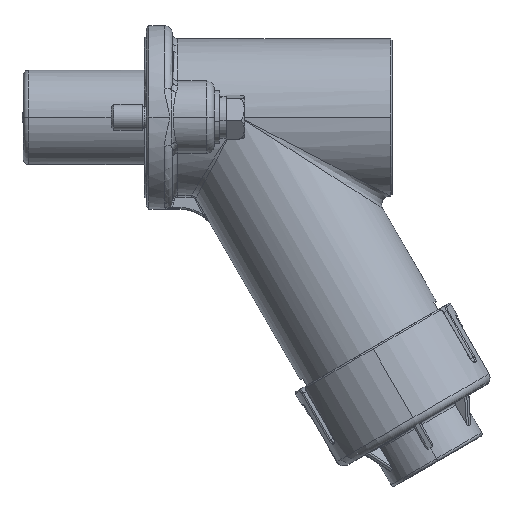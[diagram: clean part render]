
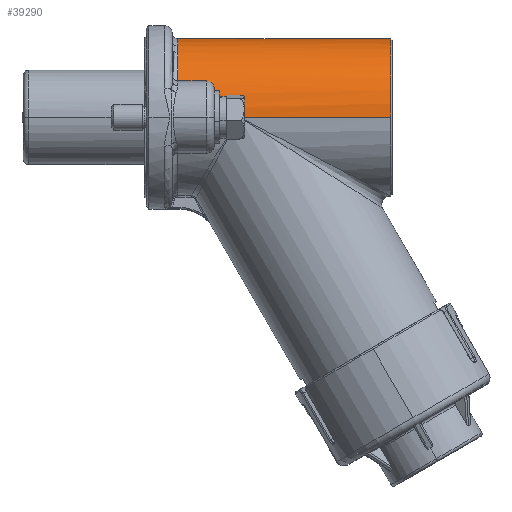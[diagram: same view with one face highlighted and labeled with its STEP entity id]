
A CAD part, top view. The second image highlights one B-rep face of the part: STEP entity #39290.
In plain terms, the highlighted cylindrical face has radius 15 mm (diameter 30 mm), a partial arc.
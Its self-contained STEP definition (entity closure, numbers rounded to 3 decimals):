
#444 = AXIS2_PLACEMENT_3D ( 'NONE', #82584, #68054, #31702 ) ;
#1521 = VERTEX_POINT ( 'NONE', #11421 ) ;
#2365 = CIRCLE ( 'NONE', #62745, 15. ) ;
#2724 = DIRECTION ( 'NONE',  ( -1., 0., 0. ) ) ;
#2743 = DIRECTION ( 'NONE',  ( -1., 0., 0. ) ) ;
#2744 = EDGE_CURVE ( 'NONE', #4259, #67541, #28824, .T. ) ;
#3408 = CARTESIAN_POINT ( 'NONE',  ( 45.5, 9.375, 3.291 ) ) ;
#3591 = CARTESIAN_POINT ( 'NONE',  ( 15.86, 8.88, 2.91 ) ) ;
#3728 = VECTOR ( 'NONE', #2743, 1000. ) ;
#4259 = VERTEX_POINT ( 'NONE', #25109 ) ;
#4652 = CARTESIAN_POINT ( 'NONE',  ( 11.53, 1.845, 29.886 ) ) ;
#5276 = CARTESIAN_POINT ( 'NONE',  ( 12.226, 1.421, 29.933 ) ) ;
#5575 = CARTESIAN_POINT ( 'NONE',  ( 12.327, 1.286, 29.946 ) ) ;
#6903 = EDGE_CURVE ( 'NONE', #33893, #21607, #2365, .T. ) ;
#10302 = CARTESIAN_POINT ( 'NONE',  ( 45.2, 0., 30. ) ) ;
#10899 = CARTESIAN_POINT ( 'NONE',  ( 16.251, 8.414, 2.582 ) ) ;
#11421 = CARTESIAN_POINT ( 'NONE',  ( 4.5, 1.875, 29.882 ) ) ;
#11956 = VERTEX_POINT ( 'NONE', #44302 ) ;
#12009 = VERTEX_POINT ( 'NONE', #10302 ) ;
#13516 = AXIS2_PLACEMENT_3D ( 'NONE', #23389, #37227, #23072 ) ;
#13806 = EDGE_CURVE ( 'NONE', #89788, #4259, #27530, .T. ) ;
#14232 = ORIENTED_EDGE ( 'NONE', *, *, #83125, .F. ) ;
#14528 = CARTESIAN_POINT ( 'NONE',  ( 11.2, 1.875, 29.882 ) ) ;
#15731 = CARTESIAN_POINT ( 'NONE',  ( 12.5, 0., 30. ) ) ;
#16114 = DIRECTION ( 'NONE',  ( 0., 0., -1. ) ) ;
#16432 = DIRECTION ( 'NONE',  ( 1., 0., 0. ) ) ;
#17834 = CARTESIAN_POINT ( 'NONE',  ( 15.547, 9.102, 3.077 ) ) ;
#19303 = B_SPLINE_CURVE_WITH_KNOTS ( 'NONE', 3,
 ( #90835, #54800, #4652, #62692, #70899, #5276, #5575, #84801, #85105, #76649 ),
 .UNSPECIFIED., .F., .F.,
 ( 4, 2, 2, 2, 4 ),
 ( 0., 0., 0.001, 0.001, 0.002 ),
 .UNSPECIFIED. ) ;
#19387 = CARTESIAN_POINT ( 'NONE',  ( 16.5, 7.743, 2.15 ) ) ;
#19505 = VERTEX_POINT ( 'NONE', #37666 ) ;
#21607 = VERTEX_POINT ( 'NONE', #15731 ) ;
#21894 = VECTOR ( 'NONE', #36427, 1000. ) ;
#22027 = DIRECTION ( 'NONE',  ( 0., 0., 1. ) ) ;
#23072 = DIRECTION ( 'NONE',  ( 0., 0., 1. ) ) ;
#23204 = CIRCLE ( 'NONE', #444, 15. ) ;
#23389 = CARTESIAN_POINT ( 'NONE',  ( 16.5, 0., 15. ) ) ;
#23794 = CARTESIAN_POINT ( 'NONE',  ( 16.45, 7.978, 2.295 ) ) ;
#25021 = CARTESIAN_POINT ( 'NONE',  ( 15.182, 9.267, 3.205 ) ) ;
#25109 = CARTESIAN_POINT ( 'NONE',  ( 16.5, 5.22, 0.938 ) ) ;
#25455 = DIRECTION ( 'NONE',  ( -1., 0., 0. ) ) ;
#26247 = ORIENTED_EDGE ( 'NONE', *, *, #43730, .T. ) ;
#27530 = LINE ( 'NONE', #40525, #34331 ) ;
#28824 = CIRCLE ( 'NONE', #13516, 15. ) ;
#29623 = LINE ( 'NONE', #33845, #44298 ) ;
#30681 = CARTESIAN_POINT ( 'NONE',  ( 16.5, 7.5, 2.01 ) ) ;
#30905 = EDGE_CURVE ( 'NONE', #12009, #89788, #75773, .T. ) ;
#31702 = DIRECTION ( 'NONE',  ( 0., 0., -1. ) ) ;
#33845 = CARTESIAN_POINT ( 'NONE',  ( 45.5, 0., 30. ) ) ;
#33893 = VERTEX_POINT ( 'NONE', #62407 ) ;
#34331 = VECTOR ( 'NONE', #44321, 1000. ) ;
#36387 = ORIENTED_EDGE ( 'NONE', *, *, #69955, .F. ) ;
#36427 = DIRECTION ( 'NONE',  ( 1., 0., 0. ) ) ;
#36897 = ORIENTED_EDGE ( 'NONE', *, *, #2744, .T. ) ;
#37227 = DIRECTION ( 'NONE',  ( 1., 0., 0. ) ) ;
#37666 = CARTESIAN_POINT ( 'NONE',  ( 14.5, 9.375, 3.291 ) ) ;
#38947 = DIRECTION ( 'NONE',  ( 0., 0., -1. ) ) ;
#39290 = ADVANCED_FACE ( 'NONE', ( #84228 ), #75187, .T. ) ;
#39496 = CARTESIAN_POINT ( 'NONE',  ( 14.641, 9.375, 3.291 ) ) ;
#40525 = CARTESIAN_POINT ( 'NONE',  ( 45.5, 5.22, 0.938 ) ) ;
#40751 = AXIS2_PLACEMENT_3D ( 'NONE', #74716, #2724, #38947 ) ;
#42318 = DIRECTION ( 'NONE',  ( -1., 0., 0. ) ) ;
#43730 = EDGE_CURVE ( 'NONE', #72943, #1521, #23204, .T. ) ;
#44298 = VECTOR ( 'NONE', #42318, 1000. ) ;
#44302 = CARTESIAN_POINT ( 'NONE',  ( 16.316, 0., 30. ) ) ;
#44321 = DIRECTION ( 'NONE',  ( -1., 0., 0. ) ) ;
#47637 = ORIENTED_EDGE ( 'NONE', *, *, #69354, .T. ) ;
#48058 = B_SPLINE_CURVE_WITH_KNOTS ( 'NONE', 3,
 ( #89805, #39496, #53778, #74341, #25021, #67386, #17834, #81597, #3591, #75603, #54068, #10899, #67055, #23794, #19387, #76829 ),
 .UNSPECIFIED., .F., .F.,
 ( 4, 2, 2, 2, 2, 2, 2, 4 ),
 ( 0., 0., 0.001, 0.001, 0.002, 0.002, 0.003, 0.003 ),
 .UNSPECIFIED. ) ;
#48873 = LINE ( 'NONE', #73462, #3728 ) ;
#49777 = CARTESIAN_POINT ( 'NONE',  ( 45.5, 0., 15. ) ) ;
#49807 = EDGE_LOOP ( 'NONE', ( #36387, #67236, #65086, #36897, #74547, #50226, #26247, #47637, #53061, #55605, #14232 ) ) ;
#50226 = ORIENTED_EDGE ( 'NONE', *, *, #52633, .T. ) ;
#52633 = EDGE_CURVE ( 'NONE', #19505, #72943, #79363, .T. ) ;
#53061 = ORIENTED_EDGE ( 'NONE', *, *, #56581, .T. ) ;
#53778 = CARTESIAN_POINT ( 'NONE',  ( 14.782, 9.361, 3.279 ) ) ;
#54068 = CARTESIAN_POINT ( 'NONE',  ( 16.115, 8.613, 2.718 ) ) ;
#54800 = CARTESIAN_POINT ( 'NONE',  ( 11.366, 1.875, 29.882 ) ) ;
#55605 = ORIENTED_EDGE ( 'NONE', *, *, #6903, .T. ) ;
#56581 = EDGE_CURVE ( 'NONE', #64009, #33893, #19303, .T. ) ;
#57301 = CARTESIAN_POINT ( 'NONE',  ( 45.5, 1.875, 29.882 ) ) ;
#58269 = AXIS2_PLACEMENT_3D ( 'NONE', #49777, #64926, #22027 ) ;
#60297 = LINE ( 'NONE', #57301, #21894 ) ;
#62407 = CARTESIAN_POINT ( 'NONE',  ( 12.5, 0.656, 29.986 ) ) ;
#62692 = CARTESIAN_POINT ( 'NONE',  ( 11.839, 1.729, 29.9 ) ) ;
#62745 = AXIS2_PLACEMENT_3D ( 'NONE', #88429, #16432, #16114 ) ;
#63480 = VECTOR ( 'NONE', #25455, 1000. ) ;
#64009 = VERTEX_POINT ( 'NONE', #14528 ) ;
#64926 = DIRECTION ( 'NONE',  ( -1., 0., 0. ) ) ;
#65086 = ORIENTED_EDGE ( 'NONE', *, *, #13806, .T. ) ;
#65559 = CARTESIAN_POINT ( 'NONE',  ( 45.2, 5.22, 0.938 ) ) ;
#67055 = CARTESIAN_POINT ( 'NONE',  ( 16.309, 8.308, 2.51 ) ) ;
#67236 = ORIENTED_EDGE ( 'NONE', *, *, #30905, .T. ) ;
#67386 = CARTESIAN_POINT ( 'NONE',  ( 15.431, 9.164, 3.125 ) ) ;
#67541 = VERTEX_POINT ( 'NONE', #30681 ) ;
#68054 = DIRECTION ( 'NONE',  ( 1., 0., 0. ) ) ;
#68318 = CARTESIAN_POINT ( 'NONE',  ( 4.5, 9.375, 3.291 ) ) ;
#69354 = EDGE_CURVE ( 'NONE', #1521, #64009, #60297, .T. ) ;
#69955 = EDGE_CURVE ( 'NONE', #12009, #11956, #29623, .T. ) ;
#70899 = CARTESIAN_POINT ( 'NONE',  ( 11.983, 1.642, 29.91 ) ) ;
#72943 = VERTEX_POINT ( 'NONE', #68318 ) ;
#72994 = EDGE_CURVE ( 'NONE', #19505, #67541, #48058, .T. ) ;
#73462 = CARTESIAN_POINT ( 'NONE',  ( 45.5, 0., 30. ) ) ;
#74341 = CARTESIAN_POINT ( 'NONE',  ( 15.052, 9.307, 3.236 ) ) ;
#74547 = ORIENTED_EDGE ( 'NONE', *, *, #72994, .F. ) ;
#74716 = CARTESIAN_POINT ( 'NONE',  ( 45.2, 0., 15. ) ) ;
#75187 = CYLINDRICAL_SURFACE ( 'NONE', #58269, 15. ) ;
#75603 = CARTESIAN_POINT ( 'NONE',  ( 16.037, 8.706, 2.784 ) ) ;
#75773 = CIRCLE ( 'NONE', #40751, 15. ) ;
#76649 = CARTESIAN_POINT ( 'NONE',  ( 12.5, 0.656, 29.986 ) ) ;
#76829 = CARTESIAN_POINT ( 'NONE',  ( 16.5, 7.5, 2.01 ) ) ;
#79363 = LINE ( 'NONE', #3408, #63480 ) ;
#81597 = CARTESIAN_POINT ( 'NONE',  ( 15.761, 8.961, 2.97 ) ) ;
#82584 = CARTESIAN_POINT ( 'NONE',  ( 4.5, 0., 15. ) ) ;
#83125 = EDGE_CURVE ( 'NONE', #11956, #21607, #48873, .T. ) ;
#84228 = FACE_OUTER_BOUND ( 'NONE', #49807, .T. ) ;
#84801 = CARTESIAN_POINT ( 'NONE',  ( 12.463, 0.988, 29.968 ) ) ;
#85105 = CARTESIAN_POINT ( 'NONE',  ( 12.5, 0.823, 29.978 ) ) ;
#88429 = CARTESIAN_POINT ( 'NONE',  ( 12.5, 0., 15. ) ) ;
#89788 = VERTEX_POINT ( 'NONE', #65559 ) ;
#89805 = CARTESIAN_POINT ( 'NONE',  ( 14.5, 9.375, 3.291 ) ) ;
#90835 = CARTESIAN_POINT ( 'NONE',  ( 11.2, 1.875, 29.882 ) ) ;
